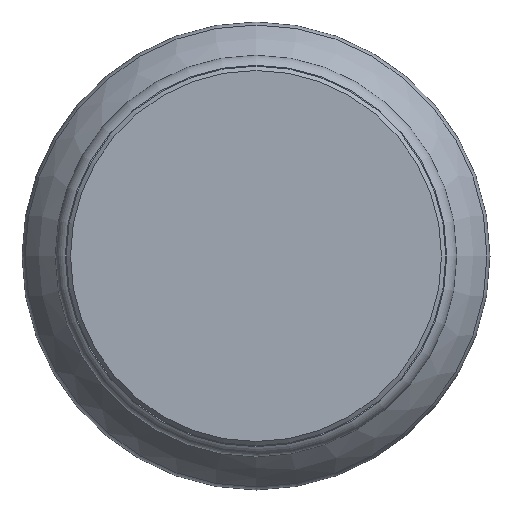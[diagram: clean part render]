
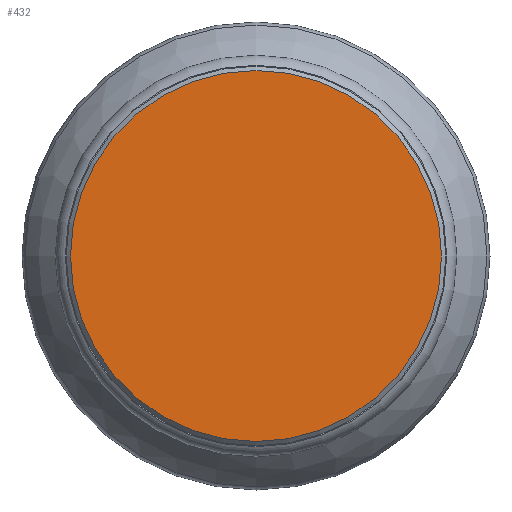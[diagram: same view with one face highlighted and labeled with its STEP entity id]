
A CAD part, left-side view. The second image highlights one B-rep face of the part: STEP entity #432.
In plain terms, the highlighted planar face has unit normal (-1, 0, 0).
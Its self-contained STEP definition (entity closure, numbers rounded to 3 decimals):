
#22=PLANE('',#529);
#74=FACE_OUTER_BOUND('',#97,.T.);
#97=EDGE_LOOP('',(#396));
#156=CIRCLE('',#528,43.25);
#205=VERTEX_POINT('',#857);
#271=EDGE_CURVE('',#205,#205,#156,.T.);
#396=ORIENTED_EDGE('',*,*,#271,.F.);
#432=ADVANCED_FACE('',(#74),#22,.T.);
#528=AXIS2_PLACEMENT_3D('',#859,#690,#691);
#529=AXIS2_PLACEMENT_3D('',#860,#692,#693);
#690=DIRECTION('center_axis',(1.,0.,0.));
#691=DIRECTION('ref_axis',(0.,-1.,0.));
#692=DIRECTION('center_axis',(-1.,0.,0.));
#693=DIRECTION('ref_axis',(0.,0.,1.));
#857=CARTESIAN_POINT('',(0.,43.25,0.));
#859=CARTESIAN_POINT('Origin',(0.,0.,0.));
#860=CARTESIAN_POINT('Origin',(0.,22.125,0.));
